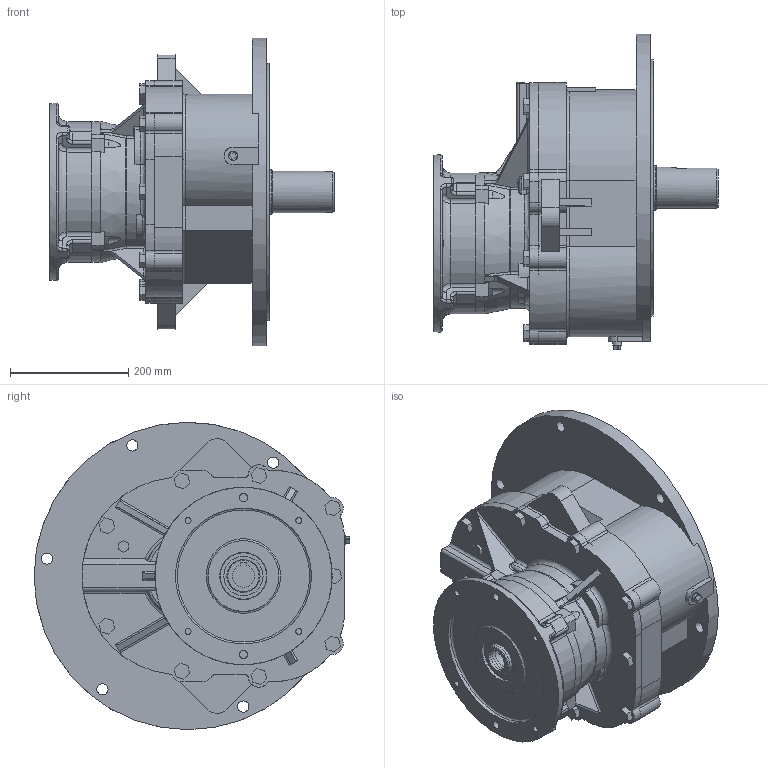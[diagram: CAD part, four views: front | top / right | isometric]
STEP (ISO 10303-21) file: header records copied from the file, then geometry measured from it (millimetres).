
FILE_DESCRIPTION (( 'STEP AP214' ), '1' );
FILE_NAME ('EK2DO08392H001_F1VM27_5.5KW_R60~100_defeature.stp', '2022-06-08T01:16:44', ( 'Windows 餌辨濠' ), ( '' ), 'SwSTEP 2.0', 'SolidWorks 2021', '' );
FILE_SCHEMA (( 'AUTOMOTIVE_DESIGN' ));
Length unit declared in the file: millimetre
Products named in the file (1): EK2DO08392H001_F1VM27_5.5KW_R60~100_defeature
Bounding box: 481 x 534.15 x 520 mm (x, y, z)
Volume: 33041815.1 mm3; surface area: 1165523.5 mm2
Topology: 2 solids, 3 shells, 798 faces, 2044 edges, 1265 vertices
Faces by surface type: cylinder 329, plane 313, bspline 58, torus 51, sphere 25, cone 22
Full cylindrical faces by diameter (mm): 4 x1, 10.2 x4, 14 x2, 19 x6, 48 x1, 55 x3, 66.41 x2, 70 x1, 75 x3, 78.59 x2, 80 x3, 100 x1, 230 x1, 300 x1, 415 x1, 435 x1, 520 x1
Entity records: 29232 total; most frequent: CARTESIAN_POINT 9320, ORIENTED_EDGE 3878, DIRECTION 3841, EDGE_CURVE 1939, AXIS2_PLACEMENT_3D 1463, VERTEX_POINT 1232, VECTOR 915, LINE 915
